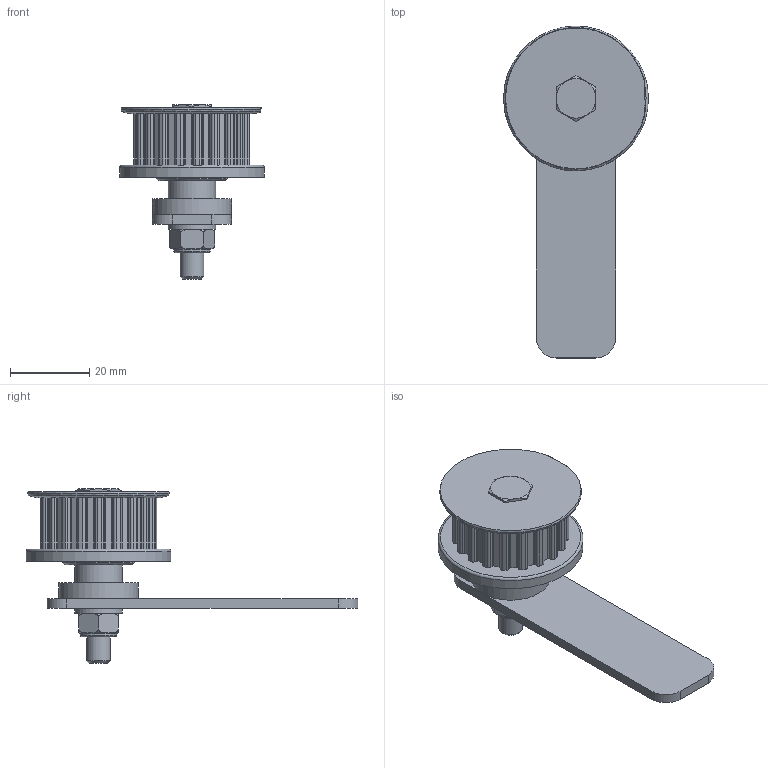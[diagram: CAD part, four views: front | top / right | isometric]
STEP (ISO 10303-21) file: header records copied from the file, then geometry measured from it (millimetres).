
FILE_DESCRIPTION(/* description */ (''),/* implementation_level */ '2;1');
FILE_NAME(/* name */ '10190.stp',/* time_stamp */ '2022-12-01T15:40:05+01:00',/* author */ ('Giuliano'),/* organization */ (''),/* preprocessor_version */ 'ST-DEVELOPER v18.1',/* originating_system */ 'Autodesk Inventor 2021',/* authorisation */ '');
FILE_SCHEMA (('AUTOMOTIVE_DESIGN { 1 0 10303 214 3 1 1 }'));
Length unit declared in the file: millimetre
Products named in the file (1): Pièce3
Bounding box: 36.6 x 83.8 x 44 mm (x, y, z)
Volume: 19479.1 mm3; surface area: 8988.8 mm2
Topology: 1 solids, 1 shells, 211 faces, 583 edges, 384 vertices
Faces by surface type: cylinder 106, plane 89, cone 12, torus 4
Full cylindrical faces by diameter (mm): 6 x1, 9.182 x1, 12 x2, 18 x1, 20 x1, 36.6 x1
Entity records: 7060 total; most frequent: CARTESIAN_POINT 1475, DIRECTION 1215, ORIENTED_EDGE 1166, EDGE_CURVE 583, AXIS2_PLACEMENT_3D 451, VERTEX_POINT 384, LINE 313, VECTOR 313
